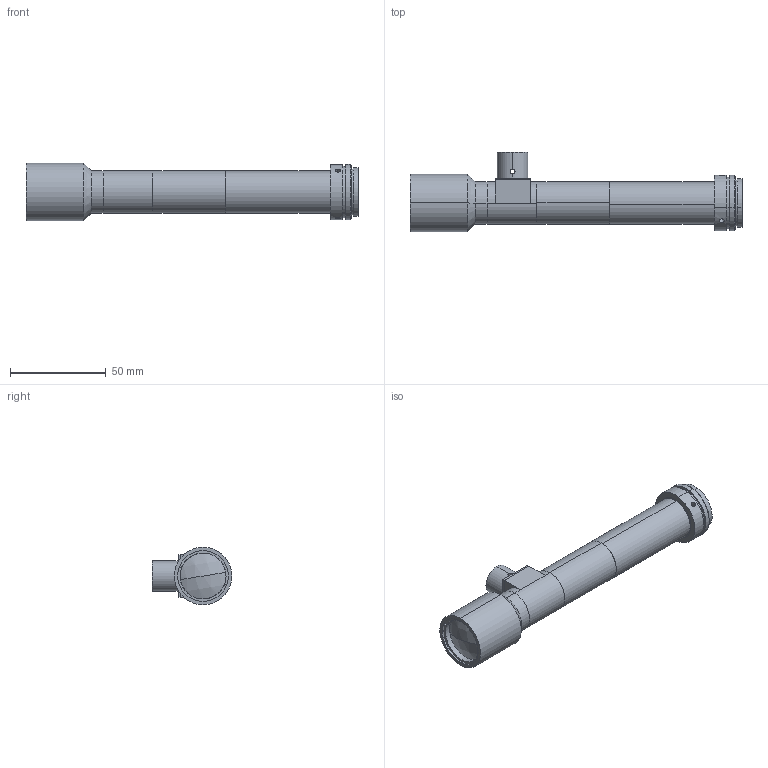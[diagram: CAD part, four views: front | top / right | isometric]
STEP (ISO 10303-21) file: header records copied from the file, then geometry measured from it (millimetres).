
FILE_DESCRIPTION (( 'STEP AP203' ), '1' );
FILE_NAME ('XF-MT6X110D.STEP', '2016-10-09T05:32:32', ( 'CMY' ), ( '' ), 'SwSTEP 2.0', 'SolidWorks 2014', '' );
FILE_SCHEMA (( 'CONFIG_CONTROL_DESIGN' ));
Length unit declared in the file: millimetre
Products named in the file (1): XF-MT6X110D
Bounding box: 173.02 x 41.5 x 30 mm (x, y, z)
Surface area: 21722.9 mm2 (no closed solid volume)
Topology: 0 solids, 10 shells, 106 faces, 274 edges, 181 vertices
Faces by surface type: cylinder 65, plane 33, cone 6, sphere 2
Entity records: 3696 total; most frequent: CARTESIAN_POINT 950, DIRECTION 608, ORIENTED_EDGE 478, EDGE_CURVE 274, AXIS2_PLACEMENT_3D 247, VERTEX_POINT 181, CIRCLE 140, EDGE_LOOP 134
